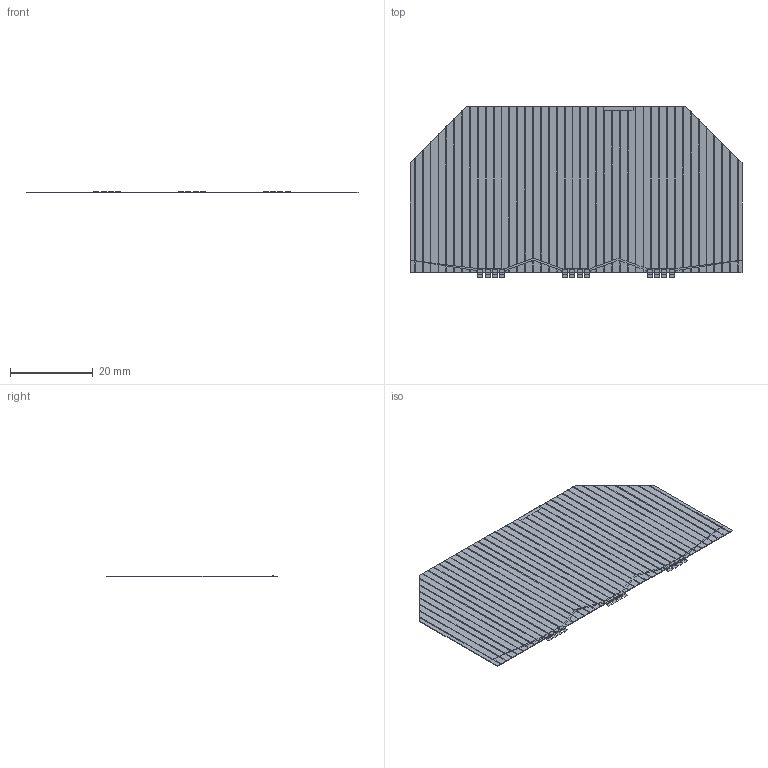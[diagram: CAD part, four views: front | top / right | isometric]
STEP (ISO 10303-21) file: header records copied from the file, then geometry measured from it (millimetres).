
FILE_DESCRIPTION(/* description */ (''),/* implementation_level */ '2;1');
FILE_NAME(/* name */ '3G30C-cathode-nodiode.stp',/* time_stamp */ '2014-09-05T11:26:10+02:00',/* author */ ('karl'),/* organization */ (''),/* preprocessor_version */ 'ST-DEVELOPER v15.2',/* originating_system */ 'Autodesk Inventor 2014',/* authorisation */ '');
FILE_SCHEMA (('CONFIG_CONTROL_DESIGN'));
Length unit declared in the file: millimetre
Products named in the file (6): 3G28-base; 3G30C; covar-tab; covar-tab_1; covar-tab_2; 3G30C-cathode-nodiode
Bounding box: 80 x 41.15 x 0.45 mm (x, y, z)
Volume: 457.2 mm3; surface area: 6899.9 mm2
Topology: 14 solids, 14 shells, 544 faces, 1548 edges, 1032 vertices
Faces by surface type: plane 464, cylinder 80
Entity records: 17624 total; most frequent: CARTESIAN_POINT 3135, ORIENTED_EDGE 3096, DIRECTION 2818, EDGE_CURVE 1548, LINE 1388, VECTOR 1388, VERTEX_POINT 1032, AXIS2_PLACEMENT_3D 715
